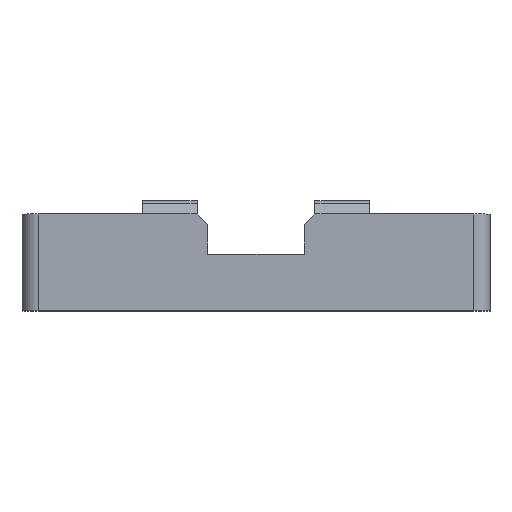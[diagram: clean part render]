
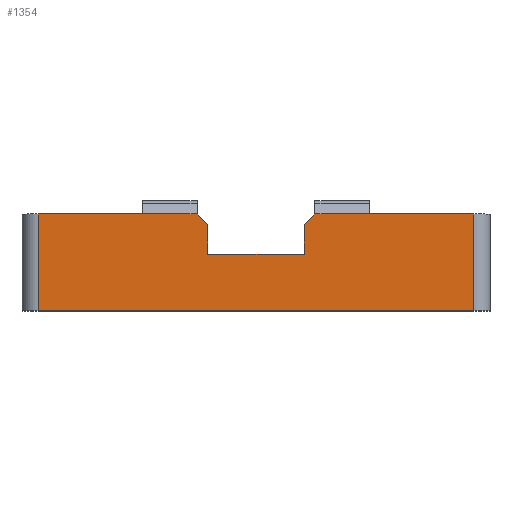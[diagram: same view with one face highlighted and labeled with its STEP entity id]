
A CAD part, top view. The second image highlights one B-rep face of the part: STEP entity #1354.
In plain terms, the highlighted planar face has unit normal (0, 0, 1).
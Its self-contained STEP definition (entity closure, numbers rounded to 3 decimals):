
#118=FACE_OUTER_BOUND('',#190,.T.);
#190=EDGE_LOOP('',(#1199,#1200,#1201,#1202,#1203,#1204,#1205,#1206,#1207,
#1208,#1209,#1210));
#215=LINE('',#1870,#383);
#232=LINE('',#1905,#400);
#253=LINE('',#1950,#421);
#267=LINE('',#1994,#435);
#285=LINE('',#2039,#453);
#317=LINE('',#2115,#485);
#325=LINE('',#2135,#493);
#329=LINE('',#2145,#497);
#332=LINE('',#2151,#500);
#334=LINE('',#2154,#502);
#360=LINE('',#2204,#528);
#361=LINE('',#2206,#529);
#383=VECTOR('',#1497,10.);
#400=VECTOR('',#1518,10.);
#421=VECTOR('',#1557,10.);
#435=VECTOR('',#1599,10.);
#453=VECTOR('',#1645,10.);
#485=VECTOR('',#1713,10.);
#493=VECTOR('',#1737,10.);
#497=VECTOR('',#1745,10.);
#500=VECTOR('',#1752,10.);
#502=VECTOR('',#1756,10.);
#528=VECTOR('',#1812,10.);
#529=VECTOR('',#1815,10.);
#549=VERTEX_POINT('',#1867);
#550=VERTEX_POINT('',#1869);
#565=VERTEX_POINT('',#1903);
#566=VERTEX_POINT('',#1904);
#580=VERTEX_POINT('',#1947);
#581=VERTEX_POINT('',#1949);
#597=VERTEX_POINT('',#1992);
#608=VERTEX_POINT('',#2028);
#636=VERTEX_POINT('',#2113);
#640=VERTEX_POINT('',#2134);
#644=VERTEX_POINT('',#2144);
#645=VERTEX_POINT('',#2150);
#675=EDGE_CURVE('',#549,#550,#215,.T.);
#692=EDGE_CURVE('',#565,#566,#232,.T.);
#715=EDGE_CURVE('',#580,#581,#253,.T.);
#737=EDGE_CURVE('',#597,#549,#267,.T.);
#761=EDGE_CURVE('',#566,#608,#285,.T.);
#799=EDGE_CURVE('',#636,#597,#317,.T.);
#808=EDGE_CURVE('',#608,#640,#325,.T.);
#813=EDGE_CURVE('',#644,#550,#329,.T.);
#816=EDGE_CURVE('',#645,#644,#332,.T.);
#818=EDGE_CURVE('',#565,#645,#334,.T.);
#844=EDGE_CURVE('',#580,#640,#360,.T.);
#845=EDGE_CURVE('',#581,#636,#361,.T.);
#1199=ORIENTED_EDGE('',*,*,#675,.F.);
#1200=ORIENTED_EDGE('',*,*,#737,.F.);
#1201=ORIENTED_EDGE('',*,*,#799,.F.);
#1202=ORIENTED_EDGE('',*,*,#845,.F.);
#1203=ORIENTED_EDGE('',*,*,#715,.F.);
#1204=ORIENTED_EDGE('',*,*,#844,.T.);
#1205=ORIENTED_EDGE('',*,*,#808,.F.);
#1206=ORIENTED_EDGE('',*,*,#761,.F.);
#1207=ORIENTED_EDGE('',*,*,#692,.F.);
#1208=ORIENTED_EDGE('',*,*,#818,.T.);
#1209=ORIENTED_EDGE('',*,*,#816,.T.);
#1210=ORIENTED_EDGE('',*,*,#813,.T.);
#1285=PLANE('',#1462);
#1354=ADVANCED_FACE('',(#118),#1285,.T.);
#1462=AXIS2_PLACEMENT_3D('',#2205,#1813,#1814);
#1497=DIRECTION('',(0.707,-0.707,0.));
#1518=DIRECTION('',(0.707,0.707,0.));
#1557=DIRECTION('',(-1.,0.,0.));
#1599=DIRECTION('',(1.,0.,0.));
#1645=DIRECTION('',(1.,0.,0.));
#1713=DIRECTION('',(1.,0.,0.));
#1737=DIRECTION('',(1.,0.,0.));
#1745=DIRECTION('',(0.,1.,0.));
#1752=DIRECTION('',(-1.,0.,0.));
#1756=DIRECTION('',(0.,-1.,0.));
#1812=DIRECTION('',(0.,1.,0.));
#1813=DIRECTION('center_axis',(0.,0.,1.));
#1814=DIRECTION('ref_axis',(-1.,0.,0.));
#1815=DIRECTION('',(0.,1.,0.));
#1867=CARTESIAN_POINT('',(-7.3,8.,7.5));
#1869=CARTESIAN_POINT('',(-6.,6.7,7.5));
#1870=CARTESIAN_POINT('',(4.6,-3.9,7.5));
#1903=CARTESIAN_POINT('',(6.,6.7,7.5));
#1904=CARTESIAN_POINT('',(7.3,8.,7.5));
#1905=CARTESIAN_POINT('',(9.9,10.6,7.5));
#1947=CARTESIAN_POINT('',(27.,-4.,7.5));
#1949=CARTESIAN_POINT('',(-27.,-4.,7.5));
#1950=CARTESIAN_POINT('',(29.,-4.,7.5));
#1992=CARTESIAN_POINT('',(-14.1,8.,7.5));
#1994=CARTESIAN_POINT('',(-27.,8.,7.5));
#2028=CARTESIAN_POINT('',(14.1,8.,7.5));
#2039=CARTESIAN_POINT('',(-27.,8.,7.5));
#2113=CARTESIAN_POINT('',(-27.,8.,7.5));
#2115=CARTESIAN_POINT('',(-27.,8.,7.5));
#2134=CARTESIAN_POINT('',(27.,8.,7.5));
#2135=CARTESIAN_POINT('',(-27.,8.,7.5));
#2144=CARTESIAN_POINT('',(-6.,3.,7.5));
#2145=CARTESIAN_POINT('',(-6.,3.,7.5));
#2150=CARTESIAN_POINT('',(6.,3.,7.5));
#2151=CARTESIAN_POINT('',(11.5,3.,7.5));
#2154=CARTESIAN_POINT('',(6.,0.5,7.5));
#2204=CARTESIAN_POINT('',(27.,-2.,7.5));
#2205=CARTESIAN_POINT('Origin',(29.,-2.,7.5));
#2206=CARTESIAN_POINT('',(-27.,-2.,7.5));
